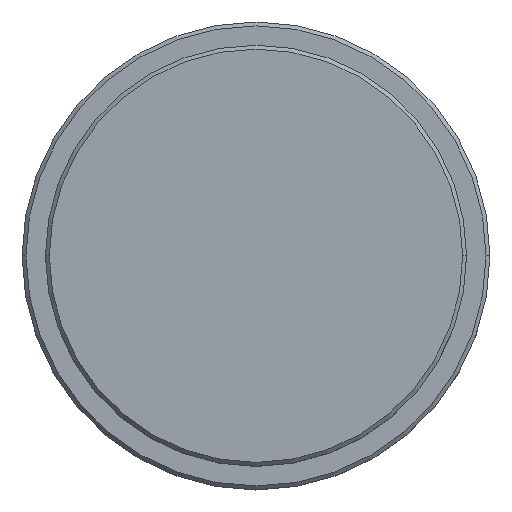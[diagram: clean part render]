
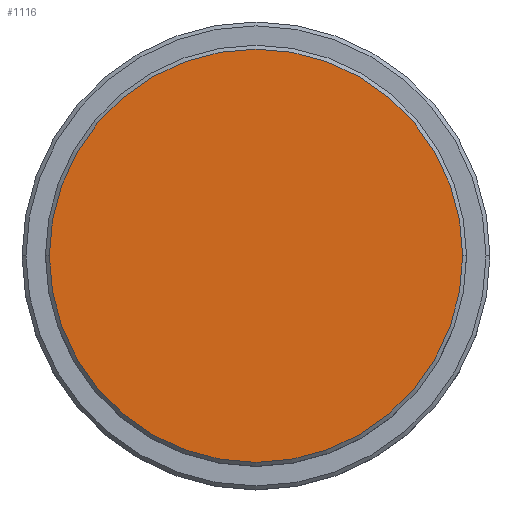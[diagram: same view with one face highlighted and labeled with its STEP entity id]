
A CAD part, top view. The second image highlights one B-rep face of the part: STEP entity #1116.
In plain terms, the highlighted planar face has unit normal (0, 0, 1).
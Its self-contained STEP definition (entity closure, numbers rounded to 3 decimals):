
#30 = PLANE ( 'NONE',  #72 ) ;
#38 = FACE_OUTER_BOUND ( 'NONE', #1305, .T. ) ;
#72 = AXIS2_PLACEMENT_3D ( 'NONE', #803, #693, #490 ) ;
#98 = VERTEX_POINT ( 'NONE', #183 ) ;
#140 = CIRCLE ( 'NONE', #1274, 26.5 ) ;
#183 = CARTESIAN_POINT ( 'NONE',  ( -26.5, 0., 0. ) ) ;
#451 = CIRCLE ( 'NONE', #1246, 26.5 ) ;
#464 = DIRECTION ( 'NONE',  ( 0., 0., 1. ) ) ;
#469 = CARTESIAN_POINT ( 'NONE',  ( 0., 0., 0. ) ) ;
#490 = DIRECTION ( 'NONE',  ( 1., 0., 0. ) ) ;
#568 = EDGE_CURVE ( 'NONE', #927, #98, #451, .T. ) ;
#668 = ORIENTED_EDGE ( 'NONE', *, *, #568, .T. ) ;
#693 = DIRECTION ( 'NONE',  ( 0., 0., 1. ) ) ;
#778 = CARTESIAN_POINT ( 'NONE',  ( 26.5, 0., 0. ) ) ;
#803 = CARTESIAN_POINT ( 'NONE',  ( 0., 0., 0. ) ) ;
#829 = ORIENTED_EDGE ( 'NONE', *, *, #1001, .T. ) ;
#892 = DIRECTION ( 'NONE',  ( 1., 0., 0. ) ) ;
#900 = DIRECTION ( 'NONE',  ( 1., 0., 0. ) ) ;
#927 = VERTEX_POINT ( 'NONE', #778 ) ;
#1000 = CARTESIAN_POINT ( 'NONE',  ( 0., 0., 0. ) ) ;
#1001 = EDGE_CURVE ( 'NONE', #98, #927, #140, .T. ) ;
#1116 = ADVANCED_FACE ( 'NONE', ( #38 ), #30, .T. ) ;
#1213 = DIRECTION ( 'NONE',  ( 0., 0., 1. ) ) ;
#1246 = AXIS2_PLACEMENT_3D ( 'NONE', #469, #464, #900 ) ;
#1274 = AXIS2_PLACEMENT_3D ( 'NONE', #1000, #1213, #892 ) ;
#1305 = EDGE_LOOP ( 'NONE', ( #829, #668 ) ) ;
